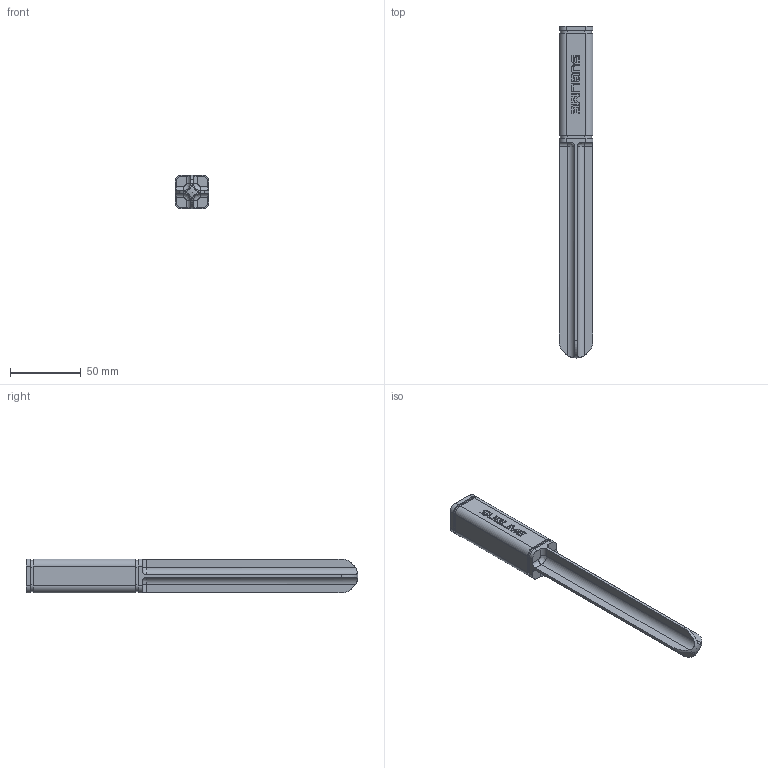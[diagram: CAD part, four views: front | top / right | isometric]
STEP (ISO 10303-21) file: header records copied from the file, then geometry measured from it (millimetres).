
FILE_DESCRIPTION(/* description */ (''),/* implementation_level */ '2;1');
FILE_NAME(/* name */ 'design_concept.step',/* time_stamp */ '2025-08-25T22:29:12-05:00',/* author */ (''),/* organization */ (''),/* preprocessor_version */ 'ST-DEVELOPER v20.1',/* originating_system */ 'Autodesk Translation Framework v14.10.0.0',/* authorisation */ '');
FILE_SCHEMA (('AUTOMOTIVE_DESIGN { 1 0 10303 214 3 1 1 }'));
Length unit declared in the file: millimetre
Products named in the file (1): sensor
Bounding box: 24 x 234.6 x 24 mm (x, y, z)
Volume: 51138.2 mm3; surface area: 44329.2 mm2
Topology: 6 solids, 6 shells, 281 faces, 762 edges, 501 vertices
Faces by surface type: plane 141, bspline 86, cylinder 52, sphere 2
Full cylindrical faces by diameter (mm): 18 x4
Entity records: 9589 total; most frequent: CARTESIAN_POINT 2769, ORIENTED_EDGE 1520, DIRECTION 1231, EDGE_CURVE 760, VERTEX_POINT 501, LINE 461, VECTOR 461, AXIS2_PLACEMENT_3D 385
